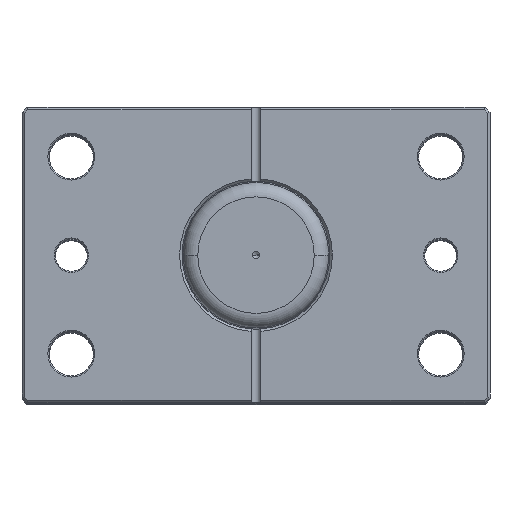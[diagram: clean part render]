
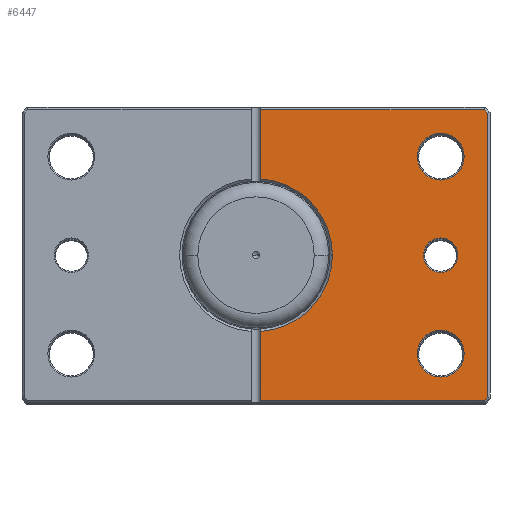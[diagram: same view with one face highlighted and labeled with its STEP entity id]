
A CAD part, top view. The second image highlights one B-rep face of the part: STEP entity #6447.
In plain terms, the highlighted face is planar.
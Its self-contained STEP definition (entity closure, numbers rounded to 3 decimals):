
#1 = EDGE_CURVE ( 'NONE', #6644, #4976, #4768, .T. ) ;
#162 = DIRECTION ( 'NONE',  ( 1., 0., 0. ) ) ;
#198 = CIRCLE ( 'NONE', #902, 9.5 ) ;
#237 = EDGE_LOOP ( 'NONE', ( #1164, #5982 ) ) ;
#389 = AXIS2_PLACEMENT_3D ( 'NONE', #593, #4493, #1152 ) ;
#452 = ORIENTED_EDGE ( 'NONE', *, *, #5340, .T. ) ;
#561 = VERTEX_POINT ( 'NONE', #1322 ) ;
#571 = LINE ( 'NONE', #3954, #6505 ) ;
#593 = CARTESIAN_POINT ( 'NONE',  ( -75., 0., 0. ) ) ;
#630 = CIRCLE ( 'NONE', #1554, 9.5 ) ;
#640 = CARTESIAN_POINT ( 'NONE',  ( -2., 59., 0. ) ) ;
#677 = CARTESIAN_POINT ( 'NONE',  ( -92.586, 59., 0. ) ) ;
#738 = LINE ( 'NONE', #1228, #5179 ) ;
#761 = CARTESIAN_POINT ( 'NONE',  ( 0., 59., 0. ) ) ;
#792 = LINE ( 'NONE', #5459, #2097 ) ;
#882 = FACE_BOUND ( 'NONE', #4876, .T. ) ;
#902 = AXIS2_PLACEMENT_3D ( 'NONE', #4357, #1022, #4917 ) ;
#1022 = DIRECTION ( 'NONE',  ( 0., 0., 1. ) ) ;
#1054 = VECTOR ( 'NONE', #2348, 1000. ) ;
#1092 = CARTESIAN_POINT ( 'NONE',  ( -92.586, -59., 0. ) ) ;
#1137 = EDGE_CURVE ( 'NONE', #5146, #7186, #5254, .T. ) ;
#1152 = DIRECTION ( 'NONE',  ( 1., 0., 0. ) ) ;
#1164 = ORIENTED_EDGE ( 'NONE', *, *, #1857, .T. ) ;
#1228 = CARTESIAN_POINT ( 'NONE',  ( -75.793, -75.793, 0. ) ) ;
#1263 = EDGE_CURVE ( 'NONE', #561, #3887, #630, .T. ) ;
#1322 = CARTESIAN_POINT ( 'NONE',  ( -84.5, 40., 0. ) ) ;
#1343 = EDGE_CURVE ( 'NONE', #3419, #4609, #2897, .T. ) ;
#1385 = AXIS2_PLACEMENT_3D ( 'NONE', #4661, #1879, #5766 ) ;
#1386 = DIRECTION ( 'NONE',  ( 0., 0., 1. ) ) ;
#1443 = DIRECTION ( 'NONE',  ( 0., -1., 0. ) ) ;
#1546 = EDGE_CURVE ( 'NONE', #3887, #561, #3147, .T. ) ;
#1554 = AXIS2_PLACEMENT_3D ( 'NONE', #5638, #2330, #6221 ) ;
#1673 = CARTESIAN_POINT ( 'NONE',  ( -94., -57.586, 0. ) ) ;
#1857 = EDGE_CURVE ( 'NONE', #3355, #2790, #5618, .T. ) ;
#1879 = DIRECTION ( 'NONE',  ( 0., 0., 1. ) ) ;
#1890 = DIRECTION ( 'NONE',  ( 1., 0., 0. ) ) ;
#1911 = CARTESIAN_POINT ( 'NONE',  ( -84.5, -40., 0. ) ) ;
#1974 = CARTESIAN_POINT ( 'NONE',  ( -2., -59., 0. ) ) ;
#1989 = VECTOR ( 'NONE', #1443, 1000. ) ;
#2003 = CARTESIAN_POINT ( 'NONE',  ( -75.793, 75.793, 0. ) ) ;
#2097 = VECTOR ( 'NONE', #7176, 1000. ) ;
#2187 = CARTESIAN_POINT ( 'NONE',  ( -82., 0., 0. ) ) ;
#2330 = DIRECTION ( 'NONE',  ( 0., 0., 1. ) ) ;
#2348 = DIRECTION ( 'NONE',  ( 0., 1., 0. ) ) ;
#2379 = FACE_BOUND ( 'NONE', #4336, .T. ) ;
#2429 = CARTESIAN_POINT ( 'NONE',  ( 0., 0., 0. ) ) ;
#2575 = CARTESIAN_POINT ( 'NONE',  ( -75., 0., 0. ) ) ;
#2594 = VERTEX_POINT ( 'NONE', #1092 ) ;
#2712 = CARTESIAN_POINT ( 'NONE',  ( -65.5, -40., 0. ) ) ;
#2790 = VERTEX_POINT ( 'NONE', #4048 ) ;
#2816 = DIRECTION ( 'NONE',  ( 0., 0., 1. ) ) ;
#2875 = AXIS2_PLACEMENT_3D ( 'NONE', #4728, #1386, #5280 ) ;
#2897 = LINE ( 'NONE', #4135, #1054 ) ;
#3101 = CARTESIAN_POINT ( 'NONE',  ( -2., 60., 0. ) ) ;
#3117 = DIRECTION ( 'NONE',  ( 1., 0., 0. ) ) ;
#3147 = CIRCLE ( 'NONE', #6651, 9.5 ) ;
#3279 = AXIS2_PLACEMENT_3D ( 'NONE', #2575, #6465, #3117 ) ;
#3290 = EDGE_CURVE ( 'NONE', #6997, #5541, #792, .T. ) ;
#3355 = VERTEX_POINT ( 'NONE', #2187 ) ;
#3365 = DIRECTION ( 'NONE',  ( -1., 0., 0. ) ) ;
#3419 = VERTEX_POINT ( 'NONE', #1673 ) ;
#3499 = DIRECTION ( 'NONE',  ( 0., 0., 1. ) ) ;
#3518 = CARTESIAN_POINT ( 'NONE',  ( -65.5, 40., 0. ) ) ;
#3529 = PLANE ( 'NONE',  #1385 ) ;
#3676 = FACE_BOUND ( 'NONE', #237, .T. ) ;
#3750 = ORIENTED_EDGE ( 'NONE', *, *, #5917, .T. ) ;
#3765 = VECTOR ( 'NONE', #1890, 1000. ) ;
#3822 = ORIENTED_EDGE ( 'NONE', *, *, #1546, .T. ) ;
#3887 = VERTEX_POINT ( 'NONE', #3518 ) ;
#3954 = CARTESIAN_POINT ( 'NONE',  ( 0., -59., 0. ) ) ;
#4048 = CARTESIAN_POINT ( 'NONE',  ( -68., 0., 0. ) ) ;
#4106 = DIRECTION ( 'NONE',  ( 0., 0., 1. ) ) ;
#4135 = CARTESIAN_POINT ( 'NONE',  ( -94., 0., 0. ) ) ;
#4336 = EDGE_LOOP ( 'NONE', ( #6268, #3750 ) ) ;
#4357 = CARTESIAN_POINT ( 'NONE',  ( -75., -40., 0. ) ) ;
#4365 = CARTESIAN_POINT ( 'NONE',  ( -2., -30.935, 0. ) ) ;
#4387 = EDGE_CURVE ( 'NONE', #7186, #6644, #6607, .T. ) ;
#4403 = EDGE_CURVE ( 'NONE', #4609, #5146, #6250, .T. ) ;
#4409 = CIRCLE ( 'NONE', #6932, 9.5 ) ;
#4493 = DIRECTION ( 'NONE',  ( 0., 0., 1. ) ) ;
#4519 = DIRECTION ( 'NONE',  ( -0.707, 0.707, 0. ) ) ;
#4522 = EDGE_CURVE ( 'NONE', #6467, #7024, #4409, .T. ) ;
#4609 = VERTEX_POINT ( 'NONE', #5763 ) ;
#4648 = CIRCLE ( 'NONE', #2875, 31. ) ;
#4661 = CARTESIAN_POINT ( 'NONE',  ( 0., 0., 0. ) ) ;
#4677 = ORIENTED_EDGE ( 'NONE', *, *, #4403, .T. ) ;
#4728 = CARTESIAN_POINT ( 'NONE',  ( 0., 0., 0. ) ) ;
#4767 = VECTOR ( 'NONE', #7035, 1000. ) ;
#4768 = CIRCLE ( 'NONE', #6774, 31. ) ;
#4876 = EDGE_LOOP ( 'NONE', ( #6192, #3822 ) ) ;
#4917 = DIRECTION ( 'NONE',  ( 1., 0., 0. ) ) ;
#4976 = VERTEX_POINT ( 'NONE', #6719 ) ;
#5025 = EDGE_CURVE ( 'NONE', #5541, #2594, #571, .T. ) ;
#5082 = ORIENTED_EDGE ( 'NONE', *, *, #5025, .T. ) ;
#5146 = VERTEX_POINT ( 'NONE', #677 ) ;
#5160 = FACE_OUTER_BOUND ( 'NONE', #6246, .T. ) ;
#5179 = VECTOR ( 'NONE', #4519, 1000. ) ;
#5254 = LINE ( 'NONE', #761, #3765 ) ;
#5280 = DIRECTION ( 'NONE',  ( 1., 0., 0. ) ) ;
#5340 = EDGE_CURVE ( 'NONE', #2594, #3419, #738, .T. ) ;
#5348 = ORIENTED_EDGE ( 'NONE', *, *, #1, .T. ) ;
#5418 = ORIENTED_EDGE ( 'NONE', *, *, #1137, .T. ) ;
#5459 = CARTESIAN_POINT ( 'NONE',  ( -2., 60., 0. ) ) ;
#5541 = VERTEX_POINT ( 'NONE', #1974 ) ;
#5618 = CIRCLE ( 'NONE', #389, 7. ) ;
#5638 = CARTESIAN_POINT ( 'NONE',  ( -75., 40., 0. ) ) ;
#5763 = CARTESIAN_POINT ( 'NONE',  ( -94., 57.586, 0. ) ) ;
#5766 = DIRECTION ( 'NONE',  ( 1., 0., 0. ) ) ;
#5791 = ORIENTED_EDGE ( 'NONE', *, *, #3290, .T. ) ;
#5820 = EDGE_CURVE ( 'NONE', #2790, #3355, #7011, .T. ) ;
#5917 = EDGE_CURVE ( 'NONE', #7024, #6467, #198, .T. ) ;
#5982 = ORIENTED_EDGE ( 'NONE', *, *, #5820, .T. ) ;
#6101 = ORIENTED_EDGE ( 'NONE', *, *, #6499, .T. ) ;
#6115 = ORIENTED_EDGE ( 'NONE', *, *, #1343, .T. ) ;
#6150 = CARTESIAN_POINT ( 'NONE',  ( -75., 40., 0. ) ) ;
#6192 = ORIENTED_EDGE ( 'NONE', *, *, #1263, .T. ) ;
#6221 = DIRECTION ( 'NONE',  ( 1., 0., 0. ) ) ;
#6246 = EDGE_LOOP ( 'NONE', ( #6652, #5348, #6101, #5791, #5082, #452, #6115, #4677, #5418 ) ) ;
#6250 = LINE ( 'NONE', #2003, #4767 ) ;
#6268 = ORIENTED_EDGE ( 'NONE', *, *, #4522, .T. ) ;
#6447 = ADVANCED_FACE ( 'NONE', ( #3676, #2379, #882, #5160 ), #3529, .F. ) ;
#6465 = DIRECTION ( 'NONE',  ( 0., 0., 1. ) ) ;
#6467 = VERTEX_POINT ( 'NONE', #1911 ) ;
#6499 = EDGE_CURVE ( 'NONE', #4976, #6997, #4648, .T. ) ;
#6505 = VECTOR ( 'NONE', #3365, 1000. ) ;
#6607 = LINE ( 'NONE', #3101, #1989 ) ;
#6644 = VERTEX_POINT ( 'NONE', #7174 ) ;
#6651 = AXIS2_PLACEMENT_3D ( 'NONE', #6150, #2816, #6711 ) ;
#6652 = ORIENTED_EDGE ( 'NONE', *, *, #4387, .T. ) ;
#6711 = DIRECTION ( 'NONE',  ( 1., 0., 0. ) ) ;
#6719 = CARTESIAN_POINT ( 'NONE',  ( -31., 0., 0. ) ) ;
#6774 = AXIS2_PLACEMENT_3D ( 'NONE', #2429, #4106, #6894 ) ;
#6849 = CARTESIAN_POINT ( 'NONE',  ( -75., -40., 0. ) ) ;
#6894 = DIRECTION ( 'NONE',  ( 1., 0., 0. ) ) ;
#6932 = AXIS2_PLACEMENT_3D ( 'NONE', #6849, #3499, #162 ) ;
#6997 = VERTEX_POINT ( 'NONE', #4365 ) ;
#7011 = CIRCLE ( 'NONE', #3279, 7. ) ;
#7024 = VERTEX_POINT ( 'NONE', #2712 ) ;
#7035 = DIRECTION ( 'NONE',  ( 0.707, 0.707, 0. ) ) ;
#7174 = CARTESIAN_POINT ( 'NONE',  ( -2., 30.935, 0. ) ) ;
#7176 = DIRECTION ( 'NONE',  ( 0., -1., 0. ) ) ;
#7186 = VERTEX_POINT ( 'NONE', #640 ) ;
